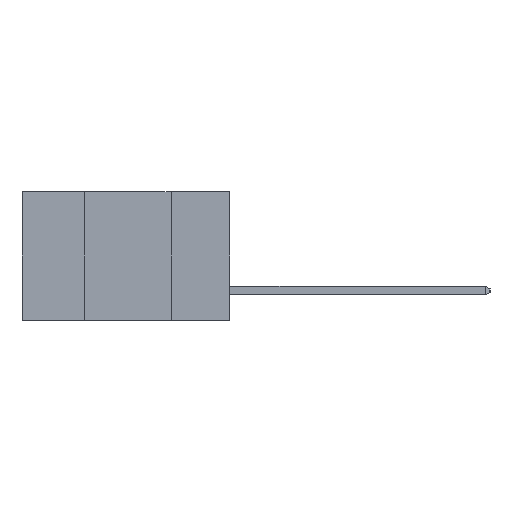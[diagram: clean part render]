
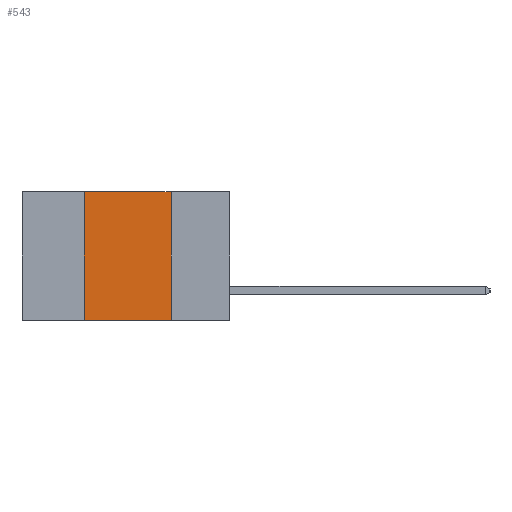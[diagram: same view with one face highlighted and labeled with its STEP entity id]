
A CAD part, left-side view. The second image highlights one B-rep face of the part: STEP entity #543.
In plain terms, the highlighted planar face has unit normal (-1, 0, 0).
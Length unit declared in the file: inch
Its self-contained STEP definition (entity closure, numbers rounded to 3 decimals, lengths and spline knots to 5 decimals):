
#446 = VECTOR ( 'NONE', #13151, 39.37008 ) ;
#543 = ADVANCED_FACE ( 'NONE', ( #13145 ), #8941, .F. ) ;
#614 = CARTESIAN_POINT ( 'NONE',  ( 0., 0.42, 0. ) ) ;
#633 = CARTESIAN_POINT ( 'NONE',  ( 0., 0.42, 0. ) ) ;
#674 = CARTESIAN_POINT ( 'NONE',  ( 0., 0.17, 0. ) ) ;
#1750 = DIRECTION ( 'NONE',  ( 0., 0., 1. ) ) ;
#1954 = ORIENTED_EDGE ( 'NONE', *, *, #11956, .F. ) ;
#2215 = VERTEX_POINT ( 'NONE', #12785 ) ;
#2274 = EDGE_LOOP ( 'NONE', ( #9898, #1954, #12112, #11232 ) ) ;
#2842 = LINE ( 'NONE', #633, #8456 ) ;
#3197 = VECTOR ( 'NONE', #3630, 39.37008 ) ;
#3630 = DIRECTION ( 'NONE',  ( 0., 0., -1. ) ) ;
#3789 = CARTESIAN_POINT ( 'NONE',  ( 0., 0.6, 0. ) ) ;
#3837 = CARTESIAN_POINT ( 'NONE',  ( 0., 0.42, -0.37 ) ) ;
#3899 = VERTEX_POINT ( 'NONE', #674 ) ;
#5118 = EDGE_CURVE ( 'NONE', #3899, #2215, #6100, .T. ) ;
#5371 = DIRECTION ( 'NONE',  ( 0., 0., -1. ) ) ;
#6100 = LINE ( 'NONE', #7390, #3197 ) ;
#6545 = VERTEX_POINT ( 'NONE', #3837 ) ;
#7241 = CARTESIAN_POINT ( 'NONE',  ( 0., 0.6, -0.37 ) ) ;
#7275 = LINE ( 'NONE', #3789, #12226 ) ;
#7390 = CARTESIAN_POINT ( 'NONE',  ( 0., 0.17, 0. ) ) ;
#7820 = AXIS2_PLACEMENT_3D ( 'NONE', #12969, #13013, #5371 ) ;
#7869 = EDGE_CURVE ( 'NONE', #6545, #8540, #2842, .T. ) ;
#8456 = VECTOR ( 'NONE', #1750, 39.37008 ) ;
#8540 = VERTEX_POINT ( 'NONE', #614 ) ;
#8941 = PLANE ( 'NONE',  #7820 ) ;
#9224 = EDGE_CURVE ( 'NONE', #6545, #2215, #11871, .T. ) ;
#9898 = ORIENTED_EDGE ( 'NONE', *, *, #5118, .F. ) ;
#11015 = DIRECTION ( 'NONE',  ( 0., -1., 0. ) ) ;
#11232 = ORIENTED_EDGE ( 'NONE', *, *, #9224, .T. ) ;
#11871 = LINE ( 'NONE', #7241, #446 ) ;
#11956 = EDGE_CURVE ( 'NONE', #8540, #3899, #7275, .T. ) ;
#12112 = ORIENTED_EDGE ( 'NONE', *, *, #7869, .F. ) ;
#12226 = VECTOR ( 'NONE', #11015, 39.37008 ) ;
#12785 = CARTESIAN_POINT ( 'NONE',  ( 0., 0.17, -0.37 ) ) ;
#12969 = CARTESIAN_POINT ( 'NONE',  ( 0., 0.6, 0. ) ) ;
#13013 = DIRECTION ( 'NONE',  ( 1., 0., 0. ) ) ;
#13145 = FACE_OUTER_BOUND ( 'NONE', #2274, .T. ) ;
#13151 = DIRECTION ( 'NONE',  ( 0., -1., 0. ) ) ;
